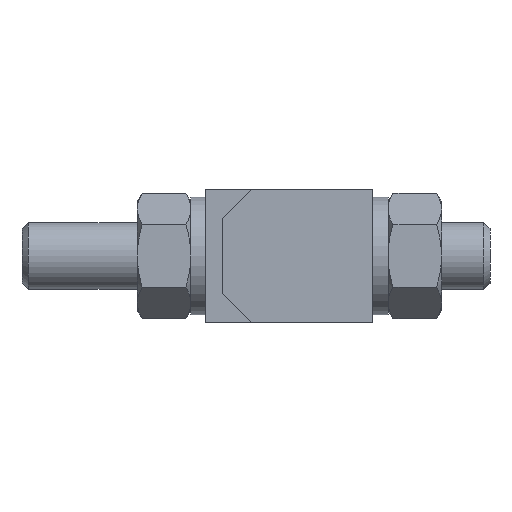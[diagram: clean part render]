
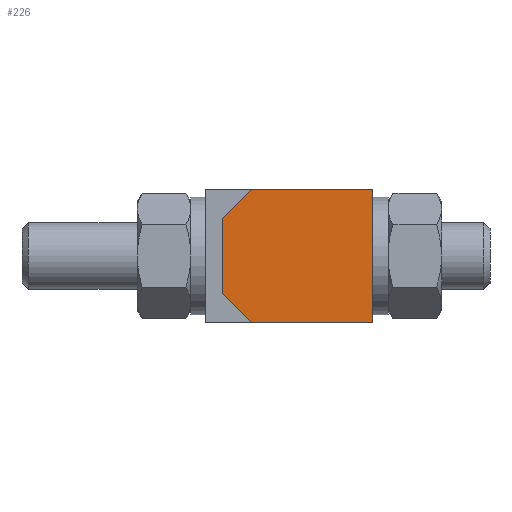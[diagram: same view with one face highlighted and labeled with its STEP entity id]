
A CAD part, front view. The second image highlights one B-rep face of the part: STEP entity #226.
In plain terms, the highlighted planar face has unit normal (0, -1, 0).
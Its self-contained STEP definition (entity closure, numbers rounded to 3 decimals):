
#226 = ADVANCED_FACE( '', ( #507 ), #508, .F. );
#507 = FACE_OUTER_BOUND( '', #832, .T. );
#508 = PLANE( '', #833 );
#832 = EDGE_LOOP( '', ( #1390, #1391, #1392, #1393, #1394, #1395 ) );
#833 = AXIS2_PLACEMENT_3D( '', #1396, #1397, #1398 );
#1390 = ORIENTED_EDGE( '', *, *, #1977, .F. );
#1391 = ORIENTED_EDGE( '', *, *, #1978, .F. );
#1392 = ORIENTED_EDGE( '', *, *, #1831, .F. );
#1393 = ORIENTED_EDGE( '', *, *, #1968, .F. );
#1394 = ORIENTED_EDGE( '', *, *, #1919, .F. );
#1395 = ORIENTED_EDGE( '', *, *, #1809, .F. );
#1396 = CARTESIAN_POINT( '', ( 0., -24.5, 0. ) );
#1397 = DIRECTION( '', ( 0., 1., 0. ) );
#1398 = DIRECTION( '', ( 0., 0., 1. ) );
#1809 = EDGE_CURVE( '', #2134, #2135, #2136, .T. );
#1831 = EDGE_CURVE( '', #2174, #2175, #2176, .T. );
#1919 = EDGE_CURVE( '', #2135, #2314, #2315, .T. );
#1968 = EDGE_CURVE( '', #2314, #2174, #2382, .T. );
#1977 = EDGE_CURVE( '', #2393, #2134, #2394, .T. );
#1978 = EDGE_CURVE( '', #2175, #2393, #2395, .T. );
#2134 = VERTEX_POINT( '', #2657 );
#2135 = VERTEX_POINT( '', #2658 );
#2136 = LINE( '', #2659, #2660 );
#2174 = VERTEX_POINT( '', #2707 );
#2175 = VERTEX_POINT( '', #2708 );
#2176 = LINE( '', #2709, #2710 );
#2314 = VERTEX_POINT( '', #3040 );
#2315 = LINE( '', #3041, #3042 );
#2382 = LINE( '', #3146, #3147 );
#2393 = VERTEX_POINT( '', #3181 );
#2394 = LINE( '', #3182, #3183 );
#2395 = LINE( '', #3184, #3185 );
#2657 = CARTESIAN_POINT( '', ( -8., -24.5, -4.5 ) );
#2658 = CARTESIAN_POINT( '', ( -8., -24.5, 4.5 ) );
#2659 = CARTESIAN_POINT( '', ( -8., -24.5, -4.5 ) );
#2660 = VECTOR( '', #3420, 1000. );
#2707 = CARTESIAN_POINT( '', ( 10., -24.5, 8. ) );
#2708 = CARTESIAN_POINT( '', ( 10., -24.5, -8. ) );
#2709 = CARTESIAN_POINT( '', ( 10., -24.5, 8. ) );
#2710 = VECTOR( '', #3457, 1000. );
#3040 = CARTESIAN_POINT( '', ( -4.5, -24.5, 8. ) );
#3041 = CARTESIAN_POINT( '', ( -8., -24.5, 4.5 ) );
#3042 = VECTOR( '', #3524, 1000. );
#3146 = CARTESIAN_POINT( '', ( -4.5, -24.5, 8. ) );
#3147 = VECTOR( '', #3589, 1000. );
#3181 = CARTESIAN_POINT( '', ( -4.5, -24.5, -8. ) );
#3182 = CARTESIAN_POINT( '', ( -4.5, -24.5, -8. ) );
#3183 = VECTOR( '', #3591, 1000. );
#3184 = CARTESIAN_POINT( '', ( 10., -24.5, -8. ) );
#3185 = VECTOR( '', #3592, 1000. );
#3420 = DIRECTION( '', ( 0., 0., 1. ) );
#3457 = DIRECTION( '', ( 0., 0., -1. ) );
#3524 = DIRECTION( '', ( 0.707, 0., 0.707 ) );
#3589 = DIRECTION( '', ( 1., 0., 0. ) );
#3591 = DIRECTION( '', ( -0.707, 0., 0.707 ) );
#3592 = DIRECTION( '', ( -1., 0., 0. ) );
